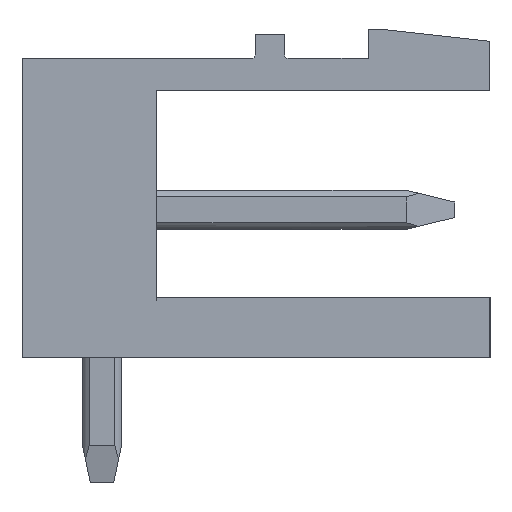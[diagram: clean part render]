
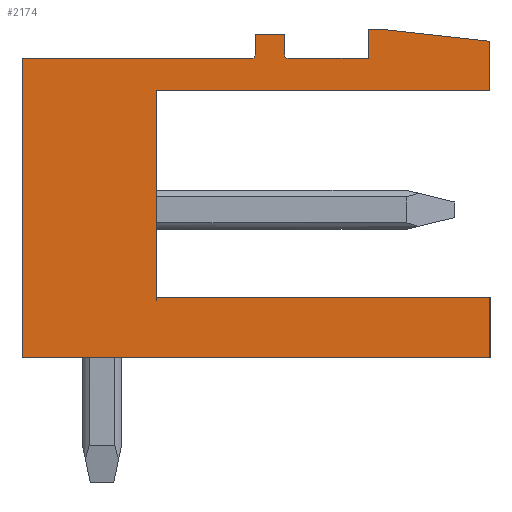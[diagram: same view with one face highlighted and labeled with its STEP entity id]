
A CAD part, left-side view. The second image highlights one B-rep face of the part: STEP entity #2174.
In plain terms, the highlighted planar face has unit normal (-1, 0, 0).
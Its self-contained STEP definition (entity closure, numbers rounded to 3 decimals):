
#492=AXIS2_PLACEMENT_3D('Circle Axis2P3D',#490,#491,$) ;
#623=AXIS2_PLACEMENT_3D('Circle Axis2P3D',#621,#622,$) ;
#2115=AXIS2_PLACEMENT_3D('Plane Axis2P3D',#2112,#2113,#2114) ;
#49=CARTESIAN_POINT('Vertex',(0.,2.8,11.63)) ;
#52=CARTESIAN_POINT('Line Origine',(0.,1.4,11.475)) ;
#56=CARTESIAN_POINT('Vertex',(0.,0.,11.32)) ;
#87=CARTESIAN_POINT('Vertex',(0.,3.12,11.63)) ;
#90=CARTESIAN_POINT('Line Origine',(0.,2.96,11.63)) ;
#412=CARTESIAN_POINT('Vertex',(0.,3.12,10.88)) ;
#415=CARTESIAN_POINT('Line Origine',(0.,3.12,11.255)) ;
#487=CARTESIAN_POINT('Vertex',(0.,5.27,10.98)) ;
#490=CARTESIAN_POINT('Axis2P3D Location',(0.,5.17,10.98)) ;
#494=CARTESIAN_POINT('Vertex',(0.,5.17,10.88)) ;
#525=CARTESIAN_POINT('Vertex',(0.,5.27,11.5)) ;
#528=CARTESIAN_POINT('Line Origine',(0.,5.27,11.24)) ;
#556=CARTESIAN_POINT('Vertex',(0.,6.02,11.5)) ;
#559=CARTESIAN_POINT('Line Origine',(0.,5.645,11.5)) ;
#587=CARTESIAN_POINT('Vertex',(0.,6.02,10.98)) ;
#590=CARTESIAN_POINT('Line Origine',(0.,6.02,11.24)) ;
#618=CARTESIAN_POINT('Vertex',(0.,6.12,10.88)) ;
#621=CARTESIAN_POINT('Axis2P3D Location',(0.,6.12,10.98)) ;
#649=CARTESIAN_POINT('Vertex',(0.,12.,10.88)) ;
#652=CARTESIAN_POINT('Line Origine',(0.,9.06,10.88)) ;
#680=CARTESIAN_POINT('Vertex',(0.,12.,3.2)) ;
#683=CARTESIAN_POINT('Line Origine',(0.,12.,7.04)) ;
#711=CARTESIAN_POINT('Vertex',(0.,0.,3.2)) ;
#714=CARTESIAN_POINT('Line Origine',(0.,6.,3.2)) ;
#2112=CARTESIAN_POINT('Axis2P3D Location',(0.,0.,0.)) ;
#2117=CARTESIAN_POINT('Line Origine',(0.,8.55,7.4)) ;
#2121=CARTESIAN_POINT('Vertex',(0.,8.55,4.74)) ;
#2123=CARTESIAN_POINT('Vertex',(0.,8.55,10.06)) ;
#2126=CARTESIAN_POINT('Line Origine',(0.,4.275,10.06)) ;
#2130=CARTESIAN_POINT('Vertex',(0.,0.,10.06)) ;
#2133=CARTESIAN_POINT('Line Origine',(0.,0.,10.69)) ;
#2138=CARTESIAN_POINT('Line Origine',(0.,4.145,10.88)) ;
#2143=CARTESIAN_POINT('Line Origine',(0.,0.,3.97)) ;
#2147=CARTESIAN_POINT('Vertex',(0.,0.,4.74)) ;
#2150=CARTESIAN_POINT('Line Origine',(0.,4.275,4.74)) ;
#53=DIRECTION('Vector Direction',(0.,0.994,0.11)) ;
#91=DIRECTION('Vector Direction',(0.,-1.,0.)) ;
#416=DIRECTION('Vector Direction',(0.,0.,-1.)) ;
#491=DIRECTION('Axis2P3D Direction',(-1.,0.,0.)) ;
#529=DIRECTION('Vector Direction',(0.,0.,-1.)) ;
#560=DIRECTION('Vector Direction',(0.,1.,0.)) ;
#591=DIRECTION('Vector Direction',(0.,0.,-1.)) ;
#622=DIRECTION('Axis2P3D Direction',(-1.,0.,0.)) ;
#653=DIRECTION('Vector Direction',(0.,1.,0.)) ;
#684=DIRECTION('Vector Direction',(0.,0.,-1.)) ;
#715=DIRECTION('Vector Direction',(0.,1.,0.)) ;
#2113=DIRECTION('Axis2P3D Direction',(-1.,0.,0.)) ;
#2114=DIRECTION('Axis2P3D XDirection',(0.,-1.,0.)) ;
#2118=DIRECTION('Vector Direction',(0.,0.,-1.)) ;
#2127=DIRECTION('Vector Direction',(0.,1.,0.)) ;
#2134=DIRECTION('Vector Direction',(0.,0.,1.)) ;
#2139=DIRECTION('Vector Direction',(0.,1.,0.)) ;
#2144=DIRECTION('Vector Direction',(0.,0.,-1.)) ;
#2151=DIRECTION('Vector Direction',(0.,-1.,0.)) ;
#54=VECTOR('Line Direction',#53,1.) ;
#92=VECTOR('Line Direction',#91,1.) ;
#417=VECTOR('Line Direction',#416,1.) ;
#530=VECTOR('Line Direction',#529,1.) ;
#561=VECTOR('Line Direction',#560,1.) ;
#592=VECTOR('Line Direction',#591,1.) ;
#654=VECTOR('Line Direction',#653,1.) ;
#685=VECTOR('Line Direction',#684,1.) ;
#716=VECTOR('Line Direction',#715,1.) ;
#2119=VECTOR('Line Direction',#2118,1.) ;
#2128=VECTOR('Line Direction',#2127,1.) ;
#2135=VECTOR('Line Direction',#2134,1.) ;
#2140=VECTOR('Line Direction',#2139,1.) ;
#2145=VECTOR('Line Direction',#2144,1.) ;
#2152=VECTOR('Line Direction',#2151,1.) ;
#2156=ORIENTED_EDGE('',*,*,#2125,.T.) ;
#2157=ORIENTED_EDGE('',*,*,#2132,.T.) ;
#2158=ORIENTED_EDGE('',*,*,#2137,.T.) ;
#2159=ORIENTED_EDGE('',*,*,#58,.T.) ;
#2160=ORIENTED_EDGE('',*,*,#94,.T.) ;
#2161=ORIENTED_EDGE('',*,*,#419,.T.) ;
#2162=ORIENTED_EDGE('',*,*,#2142,.T.) ;
#2163=ORIENTED_EDGE('',*,*,#496,.T.) ;
#2164=ORIENTED_EDGE('',*,*,#532,.T.) ;
#2165=ORIENTED_EDGE('',*,*,#563,.T.) ;
#2166=ORIENTED_EDGE('',*,*,#594,.T.) ;
#2167=ORIENTED_EDGE('',*,*,#625,.T.) ;
#2168=ORIENTED_EDGE('',*,*,#656,.T.) ;
#2169=ORIENTED_EDGE('',*,*,#687,.T.) ;
#2170=ORIENTED_EDGE('',*,*,#718,.T.) ;
#2171=ORIENTED_EDGE('',*,*,#2149,.T.) ;
#2172=ORIENTED_EDGE('',*,*,#2154,.T.) ;
#2174=ADVANCED_FACE('Housing',(#2173),#2116,.T.) ;
#493=CIRCLE('generated circle',#492,0.1) ;
#624=CIRCLE('generated circle',#623,0.1) ;
#58=EDGE_CURVE('',#57,#50,#55,.T.) ;
#94=EDGE_CURVE('',#50,#88,#93,.F.) ;
#419=EDGE_CURVE('',#88,#413,#418,.T.) ;
#496=EDGE_CURVE('',#495,#488,#493,.F.) ;
#532=EDGE_CURVE('',#488,#526,#531,.F.) ;
#563=EDGE_CURVE('',#526,#557,#562,.T.) ;
#594=EDGE_CURVE('',#557,#588,#593,.T.) ;
#625=EDGE_CURVE('',#588,#619,#624,.F.) ;
#656=EDGE_CURVE('',#619,#650,#655,.T.) ;
#687=EDGE_CURVE('',#650,#681,#686,.T.) ;
#718=EDGE_CURVE('',#681,#712,#717,.F.) ;
#2125=EDGE_CURVE('',#2122,#2124,#2120,.F.) ;
#2132=EDGE_CURVE('',#2124,#2131,#2129,.F.) ;
#2137=EDGE_CURVE('',#2131,#57,#2136,.T.) ;
#2142=EDGE_CURVE('',#413,#495,#2141,.T.) ;
#2149=EDGE_CURVE('',#712,#2148,#2146,.F.) ;
#2154=EDGE_CURVE('',#2148,#2122,#2153,.F.) ;
#2155=EDGE_LOOP('',(#2156,#2157,#2158,#2159,#2160,#2161,#2162,#2163,#2164,#2165,#2166,#2167,#2168,#2169,#2170,#2171,#2172)) ;
#2173=FACE_OUTER_BOUND('',#2155,.T.) ;
#55=LINE('Line',#52,#54) ;
#93=LINE('Line',#90,#92) ;
#418=LINE('Line',#415,#417) ;
#531=LINE('Line',#528,#530) ;
#562=LINE('Line',#559,#561) ;
#593=LINE('Line',#590,#592) ;
#655=LINE('Line',#652,#654) ;
#686=LINE('Line',#683,#685) ;
#717=LINE('Line',#714,#716) ;
#2120=LINE('Line',#2117,#2119) ;
#2129=LINE('Line',#2126,#2128) ;
#2136=LINE('Line',#2133,#2135) ;
#2141=LINE('Line',#2138,#2140) ;
#2146=LINE('Line',#2143,#2145) ;
#2153=LINE('Line',#2150,#2152) ;
#2116=PLANE('',#2115) ;
#50=VERTEX_POINT('',#49) ;
#57=VERTEX_POINT('',#56) ;
#88=VERTEX_POINT('',#87) ;
#413=VERTEX_POINT('',#412) ;
#488=VERTEX_POINT('',#487) ;
#495=VERTEX_POINT('',#494) ;
#526=VERTEX_POINT('',#525) ;
#557=VERTEX_POINT('',#556) ;
#588=VERTEX_POINT('',#587) ;
#619=VERTEX_POINT('',#618) ;
#650=VERTEX_POINT('',#649) ;
#681=VERTEX_POINT('',#680) ;
#712=VERTEX_POINT('',#711) ;
#2122=VERTEX_POINT('',#2121) ;
#2124=VERTEX_POINT('',#2123) ;
#2131=VERTEX_POINT('',#2130) ;
#2148=VERTEX_POINT('',#2147) ;
